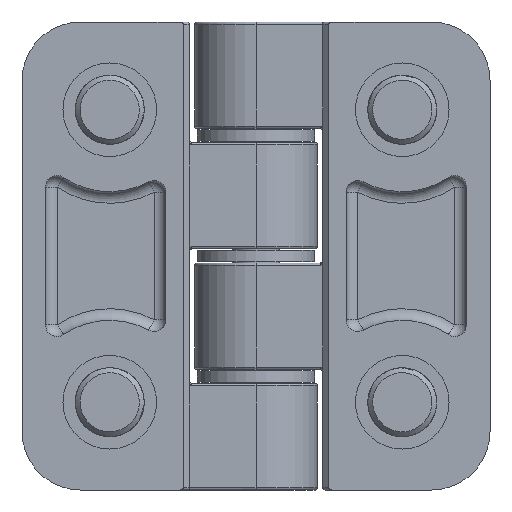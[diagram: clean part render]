
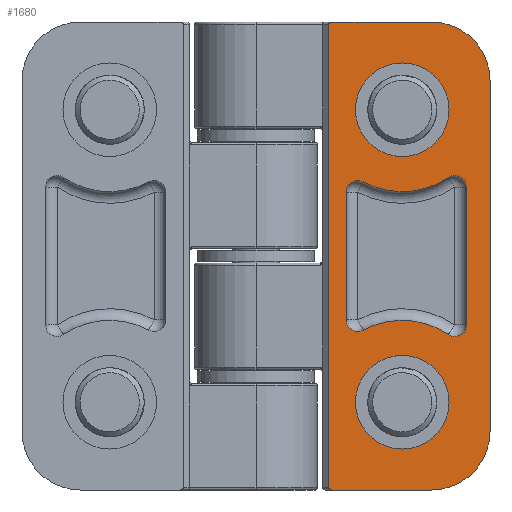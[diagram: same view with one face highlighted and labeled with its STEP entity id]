
A CAD part, front view. The second image highlights one B-rep face of the part: STEP entity #1680.
In plain terms, the highlighted planar face has unit normal (0, -1, 0).
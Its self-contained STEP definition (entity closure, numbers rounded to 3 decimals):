
#64=FACE_BOUND('',#443,.T.);
#65=FACE_BOUND('',#444,.T.);
#66=FACE_BOUND('',#445,.T.);
#112=LINE('',#22942,#188);
#123=LINE('',#22987,#199);
#132=LINE('',#23024,#208);
#133=LINE('',#23028,#209);
#134=LINE('',#23038,#210);
#135=LINE('',#23046,#211);
#188=VECTOR('',#2133,39.6);
#199=VECTOR('',#2186,8.517);
#208=VECTOR('',#2227,8.517);
#209=VECTOR('',#2230,30.);
#210=VECTOR('',#2239,11.771);
#211=VECTOR('',#2246,10.92);
#235=ELLIPSE('',#1806,0.283,0.2);
#236=ELLIPSE('',#1833,0.283,0.2);
#268=PLANE('',#1845);
#337=FACE_OUTER_BOUND('',#442,.T.);
#442=EDGE_LOOP('',(#1410,#1411,#1412,#1413,#1414,#1415,#1416,#1417));
#443=EDGE_LOOP('',(#1418));
#444=EDGE_LOOP('',(#1419));
#445=EDGE_LOOP('',(#1420,#1421,#1422,#1423,#1424,#1425,#1426,#1427));
#562=CIRCLE('',#1846,5.);
#563=CIRCLE('',#1847,5.);
#564=CIRCLE('',#1848,4.);
#565=CIRCLE('',#1849,4.);
#566=CIRCLE('',#1850,1.);
#567=CIRCLE('',#1851,1.);
#568=CIRCLE('',#1852,7.);
#569=CIRCLE('',#1853,1.);
#570=CIRCLE('',#1854,1.);
#571=CIRCLE('',#1855,7.);
#777=VERTEX_POINT('',#22933);
#778=VERTEX_POINT('',#22935);
#779=VERTEX_POINT('',#22941);
#790=VERTEX_POINT('',#22983);
#792=VERTEX_POINT('',#22986);
#800=VERTEX_POINT('',#23023);
#801=VERTEX_POINT('',#23025);
#802=VERTEX_POINT('',#23027);
#803=VERTEX_POINT('',#23030);
#804=VERTEX_POINT('',#23032);
#805=VERTEX_POINT('',#23034);
#806=VERTEX_POINT('',#23035);
#807=VERTEX_POINT('',#23037);
#808=VERTEX_POINT('',#23039);
#809=VERTEX_POINT('',#23041);
#810=VERTEX_POINT('',#23043);
#811=VERTEX_POINT('',#23045);
#812=VERTEX_POINT('',#23047);
#979=EDGE_CURVE('',#777,#778,#235,.T.);
#982=EDGE_CURVE('',#778,#779,#112,.T.);
#1004=EDGE_CURVE('',#790,#792,#123,.T.);
#1010=EDGE_CURVE('',#779,#790,#236,.T.);
#1021=EDGE_CURVE('',#800,#777,#132,.T.);
#1022=EDGE_CURVE('',#801,#800,#562,.T.);
#1023=EDGE_CURVE('',#801,#802,#133,.T.);
#1024=EDGE_CURVE('',#792,#802,#563,.T.);
#1025=EDGE_CURVE('',#803,#803,#564,.T.);
#1026=EDGE_CURVE('',#804,#804,#565,.T.);
#1027=EDGE_CURVE('',#805,#806,#566,.T.);
#1028=EDGE_CURVE('',#806,#807,#134,.T.);
#1029=EDGE_CURVE('',#807,#808,#567,.T.);
#1030=EDGE_CURVE('',#808,#809,#568,.T.);
#1031=EDGE_CURVE('',#809,#810,#569,.T.);
#1032=EDGE_CURVE('',#810,#811,#135,.T.);
#1033=EDGE_CURVE('',#811,#812,#570,.T.);
#1034=EDGE_CURVE('',#812,#805,#571,.T.);
#1410=ORIENTED_EDGE('',*,*,#979,.F.);
#1411=ORIENTED_EDGE('',*,*,#1021,.F.);
#1412=ORIENTED_EDGE('',*,*,#1022,.F.);
#1413=ORIENTED_EDGE('',*,*,#1023,.T.);
#1414=ORIENTED_EDGE('',*,*,#1024,.F.);
#1415=ORIENTED_EDGE('',*,*,#1004,.F.);
#1416=ORIENTED_EDGE('',*,*,#1010,.F.);
#1417=ORIENTED_EDGE('',*,*,#982,.F.);
#1418=ORIENTED_EDGE('',*,*,#1025,.T.);
#1419=ORIENTED_EDGE('',*,*,#1026,.T.);
#1420=ORIENTED_EDGE('',*,*,#1027,.T.);
#1421=ORIENTED_EDGE('',*,*,#1028,.T.);
#1422=ORIENTED_EDGE('',*,*,#1029,.T.);
#1423=ORIENTED_EDGE('',*,*,#1030,.T.);
#1424=ORIENTED_EDGE('',*,*,#1031,.T.);
#1425=ORIENTED_EDGE('',*,*,#1032,.T.);
#1426=ORIENTED_EDGE('',*,*,#1033,.T.);
#1427=ORIENTED_EDGE('',*,*,#1034,.T.);
#1680=ADVANCED_FACE('',(#337,#64,#65,#66),#268,.T.);
#1806=AXIS2_PLACEMENT_3D('',#22936,#2125,#2126);
#1833=AXIS2_PLACEMENT_3D('',#22999,#2197,#2198);
#1845=AXIS2_PLACEMENT_3D('',#23022,#2225,#2226);
#1846=AXIS2_PLACEMENT_3D('',#23026,#2228,#2229);
#1847=AXIS2_PLACEMENT_3D('',#23029,#2231,#2232);
#1848=AXIS2_PLACEMENT_3D('',#23031,#2233,#2234);
#1849=AXIS2_PLACEMENT_3D('',#23033,#2235,#2236);
#1850=AXIS2_PLACEMENT_3D('',#23036,#2237,#2238);
#1851=AXIS2_PLACEMENT_3D('',#23040,#2240,#2241);
#1852=AXIS2_PLACEMENT_3D('',#23042,#2242,#2243);
#1853=AXIS2_PLACEMENT_3D('',#23044,#2244,#2245);
#1854=AXIS2_PLACEMENT_3D('',#23048,#2247,#2248);
#1855=AXIS2_PLACEMENT_3D('',#23049,#2249,#2250);
#2125=DIRECTION('center_axis',(0.,1.,0.));
#2126=DIRECTION('ref_axis',(-1.,0.,0.));
#2133=DIRECTION('',(0.,0.,1.));
#2186=DIRECTION('',(1.,0.,0.));
#2197=DIRECTION('center_axis',(0.,1.,0.));
#2198=DIRECTION('ref_axis',(-1.,0.,0.));
#2225=DIRECTION('center_axis',(0.,-1.,0.));
#2226=DIRECTION('ref_axis',(1.,0.,0.));
#2227=DIRECTION('',(-1.,0.,0.));
#2228=DIRECTION('center_axis',(0.,1.,0.));
#2229=DIRECTION('ref_axis',(0.707,0.,-0.707));
#2230=DIRECTION('',(0.,0.,1.));
#2231=DIRECTION('center_axis',(0.,1.,0.));
#2232=DIRECTION('ref_axis',(0.707,0.,0.707));
#2233=DIRECTION('center_axis',(0.,1.,0.));
#2234=DIRECTION('ref_axis',(-1.,0.,0.));
#2235=DIRECTION('center_axis',(0.,1.,0.));
#2236=DIRECTION('ref_axis',(-1.,0.,0.));
#2237=DIRECTION('center_axis',(0.,1.,0.));
#2238=DIRECTION('ref_axis',(-1.,0.,0.));
#2239=DIRECTION('',(0.,0.,-1.));
#2240=DIRECTION('center_axis',(0.,1.,0.));
#2241=DIRECTION('ref_axis',(0.563,0.,0.827));
#2242=DIRECTION('center_axis',(0.,-1.,0.));
#2243=DIRECTION('ref_axis',(0.563,0.,0.827));
#2244=DIRECTION('center_axis',(0.,1.,0.));
#2245=DIRECTION('ref_axis',(1.,0.,0.));
#2246=DIRECTION('',(0.,0.,1.));
#2247=DIRECTION('center_axis',(0.,1.,0.));
#2248=DIRECTION('ref_axis',(-0.475,0.,-0.88));
#2249=DIRECTION('center_axis',(0.,-1.,0.));
#2250=DIRECTION('ref_axis',(-0.475,0.,-0.88));
#22933=CARTESIAN_POINT('',(6.483,-5.75,-20.));
#22935=CARTESIAN_POINT('',(6.2,-5.75,-19.8));
#22936=CARTESIAN_POINT('Origin',(6.483,-5.75,-19.8));
#22941=CARTESIAN_POINT('',(6.2,-5.75,19.8));
#22942=CARTESIAN_POINT('',(6.2,-5.75,0.));
#22983=CARTESIAN_POINT('',(6.483,-5.75,20.));
#22986=CARTESIAN_POINT('',(15.,-5.75,20.));
#22987=CARTESIAN_POINT('',(5.7,-5.75,20.));
#22999=CARTESIAN_POINT('Origin',(6.483,-5.75,19.8));
#23022=CARTESIAN_POINT('Origin',(5.7,-5.75,0.));
#23023=CARTESIAN_POINT('',(15.,-5.75,-20.));
#23024=CARTESIAN_POINT('',(5.7,-5.75,-20.));
#23025=CARTESIAN_POINT('',(20.,-5.75,-15.));
#23026=CARTESIAN_POINT('Origin',(15.,-5.75,-15.));
#23027=CARTESIAN_POINT('',(20.,-5.75,15.));
#23028=CARTESIAN_POINT('',(20.,-5.75,0.));
#23029=CARTESIAN_POINT('Origin',(15.,-5.75,15.));
#23030=CARTESIAN_POINT('',(16.5,-5.75,-12.5));
#23031=CARTESIAN_POINT('Origin',(12.5,-5.75,-12.5));
#23032=CARTESIAN_POINT('',(16.5,-5.75,12.5));
#23033=CARTESIAN_POINT('Origin',(12.5,-5.75,12.5));
#23034=CARTESIAN_POINT('',(16.438,-5.75,6.712));
#23035=CARTESIAN_POINT('',(18.,-5.75,5.886));
#23036=CARTESIAN_POINT('Origin',(17.,-5.75,5.886));
#23037=CARTESIAN_POINT('',(18.,-5.75,-5.886));
#23038=CARTESIAN_POINT('',(18.,-5.75,2.943));
#23039=CARTESIAN_POINT('',(16.438,-5.75,-6.712));
#23040=CARTESIAN_POINT('Origin',(17.,-5.75,-5.886));
#23041=CARTESIAN_POINT('',(9.175,-5.75,-6.34));
#23042=CARTESIAN_POINT('Origin',(12.5,-5.75,-12.5));
#23043=CARTESIAN_POINT('',(7.7,-5.75,-5.46));
#23044=CARTESIAN_POINT('Origin',(8.7,-5.75,-5.46));
#23045=CARTESIAN_POINT('',(7.7,-5.75,5.46));
#23046=CARTESIAN_POINT('',(7.7,-5.75,-2.73));
#23047=CARTESIAN_POINT('',(9.175,-5.75,6.34));
#23048=CARTESIAN_POINT('Origin',(8.7,-5.75,5.46));
#23049=CARTESIAN_POINT('Origin',(12.5,-5.75,12.5));
